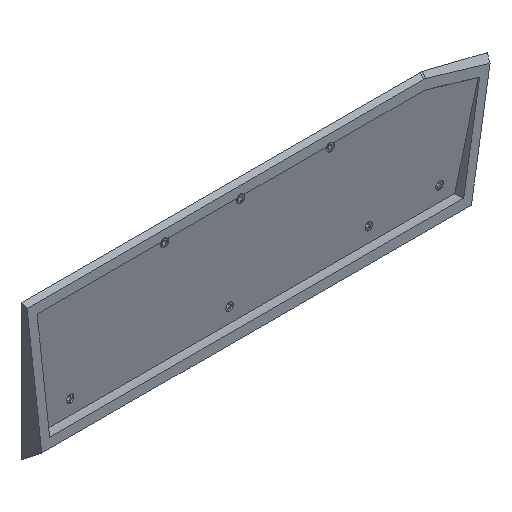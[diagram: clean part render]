
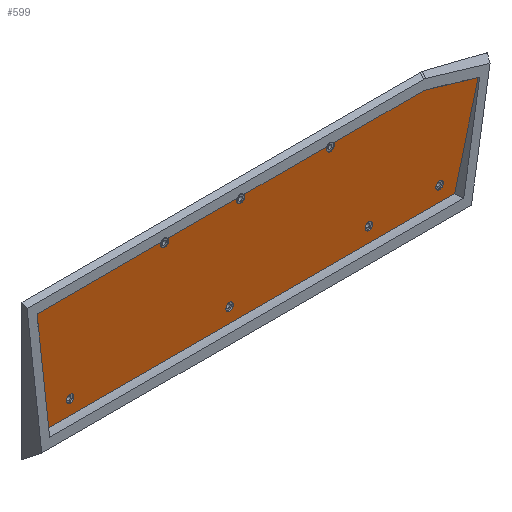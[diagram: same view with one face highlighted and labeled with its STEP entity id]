
A CAD part, isometric view. The second image highlights one B-rep face of the part: STEP entity #599.
In plain terms, the highlighted planar face has unit normal (0, -1, 0.009).
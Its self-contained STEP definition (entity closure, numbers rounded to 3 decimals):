
#26=FACE_BOUND('',#215,.T.);
#27=FACE_BOUND('',#216,.T.);
#28=FACE_BOUND('',#217,.T.);
#29=FACE_BOUND('',#218,.T.);
#45=PLANE('',#666);
#64=LINE('',#1088,#99);
#69=LINE('',#1102,#104);
#70=LINE('',#1103,#105);
#71=LINE('',#1104,#106);
#72=LINE('',#1109,#107);
#73=LINE('',#1114,#108);
#74=LINE('',#1116,#109);
#75=LINE('',#1118,#110);
#99=VECTOR('',#789,10.);
#104=VECTOR('',#794,10.);
#105=VECTOR('',#795,10.);
#106=VECTOR('',#796,10.);
#107=VECTOR('',#801,10.);
#108=VECTOR('',#808,10.);
#109=VECTOR('',#811,10.);
#110=VECTOR('',#814,10.);
#172=FACE_OUTER_BOUND('',#214,.T.);
#214=EDGE_LOOP('',(#513,#514,#515,#516,#517,#518,#519,#520,#521,#522,#523,
#524));
#215=EDGE_LOOP('',(#525));
#216=EDGE_LOOP('',(#526));
#217=EDGE_LOOP('',(#527));
#218=EDGE_LOOP('',(#528));
#240=B_SPLINE_CURVE_WITH_KNOTS('',3,(#1090,#1091,#1092,#1093),
 .UNSPECIFIED.,.F.,.F.,(4,4),(-0.028,0.101),
 .UNSPECIFIED.);
#255=CIRCLE('',#625,2.1);
#256=CIRCLE('',#630,2.1);
#257=CIRCLE('',#636,2.1);
#258=CIRCLE('',#641,2.1);
#259=CIRCLE('',#646,2.1);
#260=CIRCLE('',#651,2.1);
#261=CIRCLE('',#655,2.1);
#280=VERTEX_POINT('',#1016);
#283=VERTEX_POINT('',#1025);
#284=VERTEX_POINT('',#1027);
#287=VERTEX_POINT('',#1036);
#288=VERTEX_POINT('',#1038);
#290=VERTEX_POINT('',#1045);
#293=VERTEX_POINT('',#1054);
#294=VERTEX_POINT('',#1056);
#296=VERTEX_POINT('',#1063);
#298=VERTEX_POINT('',#1070);
#305=VERTEX_POINT('',#1087);
#306=VERTEX_POINT('',#1089);
#310=VERTEX_POINT('',#1100);
#311=VERTEX_POINT('',#1106);
#312=VERTEX_POINT('',#1108);
#313=VERTEX_POINT('',#1112);
#343=EDGE_CURVE('',#280,#280,#255,.T.);
#347=EDGE_CURVE('',#284,#283,#256,.T.);
#352=EDGE_CURVE('',#288,#287,#257,.T.);
#356=EDGE_CURVE('',#290,#290,#258,.T.);
#360=EDGE_CURVE('',#294,#293,#259,.T.);
#364=EDGE_CURVE('',#296,#296,#260,.T.);
#367=EDGE_CURVE('',#298,#298,#261,.T.);
#374=EDGE_CURVE('',#284,#305,#64,.T.);
#375=EDGE_CURVE('',#305,#306,#240,.T.);
#380=EDGE_CURVE('',#310,#293,#69,.T.);
#381=EDGE_CURVE('',#294,#287,#70,.T.);
#382=EDGE_CURVE('',#288,#283,#71,.T.);
#384=EDGE_CURVE('',#311,#312,#72,.T.);
#387=EDGE_CURVE('',#313,#311,#73,.T.);
#388=EDGE_CURVE('',#306,#313,#74,.T.);
#389=EDGE_CURVE('',#312,#310,#75,.T.);
#513=ORIENTED_EDGE('',*,*,#347,.T.);
#514=ORIENTED_EDGE('',*,*,#382,.F.);
#515=ORIENTED_EDGE('',*,*,#352,.T.);
#516=ORIENTED_EDGE('',*,*,#381,.F.);
#517=ORIENTED_EDGE('',*,*,#360,.T.);
#518=ORIENTED_EDGE('',*,*,#380,.F.);
#519=ORIENTED_EDGE('',*,*,#389,.F.);
#520=ORIENTED_EDGE('',*,*,#384,.F.);
#521=ORIENTED_EDGE('',*,*,#387,.F.);
#522=ORIENTED_EDGE('',*,*,#388,.F.);
#523=ORIENTED_EDGE('',*,*,#375,.F.);
#524=ORIENTED_EDGE('',*,*,#374,.F.);
#525=ORIENTED_EDGE('',*,*,#343,.T.);
#526=ORIENTED_EDGE('',*,*,#356,.T.);
#527=ORIENTED_EDGE('',*,*,#364,.T.);
#528=ORIENTED_EDGE('',*,*,#367,.T.);
#599=ADVANCED_FACE('',(#172,#26,#27,#28,#29),#45,.T.);
#625=AXIS2_PLACEMENT_3D('',#1018,#710,#711);
#630=AXIS2_PLACEMENT_3D('',#1028,#721,#722);
#636=AXIS2_PLACEMENT_3D('',#1039,#734,#735);
#641=AXIS2_PLACEMENT_3D('',#1047,#745,#746);
#646=AXIS2_PLACEMENT_3D('',#1057,#756,#757);
#651=AXIS2_PLACEMENT_3D('',#1065,#767,#768);
#655=AXIS2_PLACEMENT_3D('',#1072,#776,#777);
#666=AXIS2_PLACEMENT_3D('',#1119,#815,#816);
#710=DIRECTION('center_axis',(0.,1.,-0.009));
#711=DIRECTION('ref_axis',(0.,-0.009,-1.));
#721=DIRECTION('center_axis',(0.,1.,-0.009));
#722=DIRECTION('ref_axis',(0.,-0.009,-1.));
#734=DIRECTION('center_axis',(0.,1.,-0.009));
#735=DIRECTION('ref_axis',(0.,-0.009,-1.));
#745=DIRECTION('center_axis',(0.,1.,-0.009));
#746=DIRECTION('ref_axis',(0.,-0.009,-1.));
#756=DIRECTION('center_axis',(0.,1.,-0.009));
#757=DIRECTION('ref_axis',(0.,-0.009,-1.));
#767=DIRECTION('center_axis',(0.,1.,-0.009));
#768=DIRECTION('ref_axis',(0.,-0.009,-1.));
#776=DIRECTION('center_axis',(0.,1.,-0.009));
#777=DIRECTION('ref_axis',(0.,-0.009,-1.));
#789=DIRECTION('',(1.,0.,0.));
#794=DIRECTION('',(1.,0.,0.));
#795=DIRECTION('',(1.,0.,0.));
#796=DIRECTION('',(1.,0.,0.));
#801=DIRECTION('',(-1.,0.,0.));
#808=DIRECTION('',(-0.265,-0.008,-0.964));
#811=DIRECTION('',(0.963,-0.002,-0.268));
#814=DIRECTION('',(-0.026,0.009,1.));
#815=DIRECTION('center_axis',(0.,-1.,
0.009));
#816=DIRECTION('ref_axis',(1.,0.,0.));
#1016=CARTESIAN_POINT('',(122.25,-8.708,27.127));
#1018=CARTESIAN_POINT('Origin',(122.25,-8.727,25.027));
#1025=CARTESIAN_POINT('',(177.34,-8.292,74.81));
#1027=CARTESIAN_POINT('',(180.66,-8.292,74.81));
#1028=CARTESIAN_POINT('Origin',(179.,-8.304,73.524));
#1036=CARTESIAN_POINT('',(127.34,-8.292,74.81));
#1038=CARTESIAN_POINT('',(130.66,-8.292,74.81));
#1039=CARTESIAN_POINT('Origin',(129.,-8.304,73.524));
#1045=CARTESIAN_POINT('',(200.,-8.708,27.127));
#1047=CARTESIAN_POINT('Origin',(200.,-8.727,25.027));
#1054=CARTESIAN_POINT('',(84.84,-8.292,74.81));
#1056=CARTESIAN_POINT('',(88.16,-8.292,74.81));
#1057=CARTESIAN_POINT('Origin',(86.5,-8.304,73.524));
#1063=CARTESIAN_POINT('',(239.5,-8.708,27.176));
#1065=CARTESIAN_POINT('Origin',(239.5,-8.726,25.076));
#1070=CARTESIAN_POINT('',(33.25,-8.708,27.127));
#1072=CARTESIAN_POINT('Origin',(33.25,-8.727,25.027));
#1087=CARTESIAN_POINT('',(231.421,-8.292,74.81));
#1088=CARTESIAN_POINT('',(73.918,-8.292,74.81));
#1089=CARTESIAN_POINT('',(231.444,-8.293,74.806));
#1090=CARTESIAN_POINT('Ctrl Pts',(231.424,-8.292,74.81));
#1091=CARTESIAN_POINT('Ctrl Pts',(231.429,-8.292,74.81));
#1092=CARTESIAN_POINT('Ctrl Pts',(231.432,-8.292,74.809));
#1093=CARTESIAN_POINT('Ctrl Pts',(231.444,-8.293,74.806));
#1100=CARTESIAN_POINT('',(15.223,-8.292,74.81));
#1102=CARTESIAN_POINT('',(73.918,-8.292,74.81));
#1103=CARTESIAN_POINT('',(73.918,-8.292,74.81));
#1104=CARTESIAN_POINT('',(73.918,-8.292,74.81));
#1106=CARTESIAN_POINT('',(247.845,-8.797,16.932));
#1108=CARTESIAN_POINT('',(16.71,-8.797,16.932));
#1109=CARTESIAN_POINT('',(16.71,-8.797,16.932));
#1112=CARTESIAN_POINT('',(261.449,-8.365,66.462));
#1114=CARTESIAN_POINT('',(247.845,-8.797,16.932));
#1116=CARTESIAN_POINT('',(261.449,-8.365,66.462));
#1118=CARTESIAN_POINT('',(15.223,-8.292,74.81));
#1119=CARTESIAN_POINT('Origin',(138.336,-8.545,45.871));
